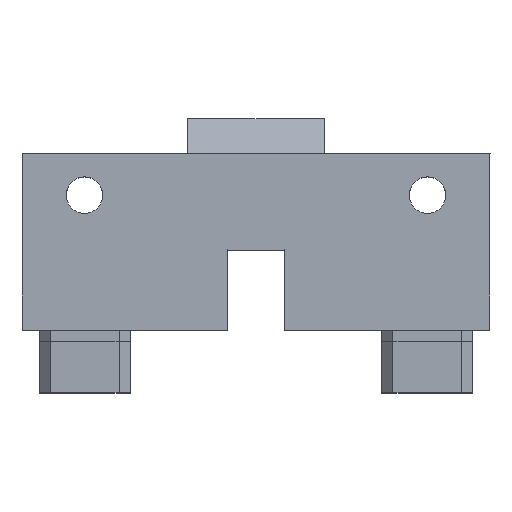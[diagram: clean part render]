
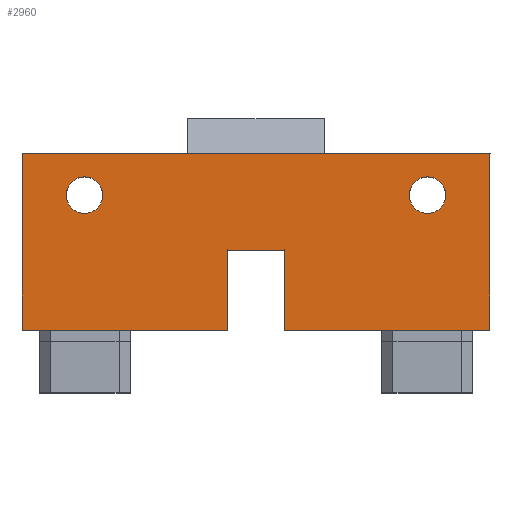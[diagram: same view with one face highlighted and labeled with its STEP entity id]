
A CAD part, top view. The second image highlights one B-rep face of the part: STEP entity #2960.
In plain terms, the highlighted planar face has unit normal (0, 0, 1).
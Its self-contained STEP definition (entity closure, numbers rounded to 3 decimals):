
#55=FACE_BOUND('',#467,.T.);
#56=FACE_BOUND('',#468,.T.);
#145=PLANE('',#3229);
#298=FACE_OUTER_BOUND('',#466,.T.);
#466=EDGE_LOOP('',(#2529,#2530,#2531,#2532,#2533,#2534,#2535,#2536,#2537));
#467=EDGE_LOOP('',(#2538));
#468=EDGE_LOOP('',(#2539));
#732=LINE('',#4786,#1060);
#733=LINE('',#4788,#1061);
#734=LINE('',#4790,#1062);
#735=LINE('',#4792,#1063);
#736=LINE('',#4794,#1064);
#737=LINE('',#4796,#1065);
#738=LINE('',#4798,#1066);
#739=LINE('',#4800,#1067);
#740=LINE('',#4801,#1068);
#1060=VECTOR('',#3863,10.);
#1061=VECTOR('',#3864,10.);
#1062=VECTOR('',#3865,10.);
#1063=VECTOR('',#3866,10.);
#1064=VECTOR('',#3867,10.);
#1065=VECTOR('',#3868,10.);
#1066=VECTOR('',#3869,10.);
#1067=VECTOR('',#3870,10.);
#1068=VECTOR('',#3871,10.);
#1253=CIRCLE('',#3230,1.6);
#1254=CIRCLE('',#3231,1.6);
#1446=VERTEX_POINT('',#4784);
#1447=VERTEX_POINT('',#4785);
#1448=VERTEX_POINT('',#4787);
#1449=VERTEX_POINT('',#4789);
#1450=VERTEX_POINT('',#4791);
#1451=VERTEX_POINT('',#4793);
#1452=VERTEX_POINT('',#4795);
#1453=VERTEX_POINT('',#4797);
#1454=VERTEX_POINT('',#4799);
#1455=VERTEX_POINT('',#4802);
#1456=VERTEX_POINT('',#4804);
#1823=EDGE_CURVE('',#1446,#1447,#732,.T.);
#1824=EDGE_CURVE('',#1447,#1448,#733,.T.);
#1825=EDGE_CURVE('',#1448,#1449,#734,.T.);
#1826=EDGE_CURVE('',#1449,#1450,#735,.T.);
#1827=EDGE_CURVE('',#1450,#1451,#736,.T.);
#1828=EDGE_CURVE('',#1451,#1452,#737,.T.);
#1829=EDGE_CURVE('',#1453,#1452,#738,.T.);
#1830=EDGE_CURVE('',#1454,#1453,#739,.T.);
#1831=EDGE_CURVE('',#1454,#1446,#740,.F.);
#1832=EDGE_CURVE('',#1455,#1455,#1253,.F.);
#1833=EDGE_CURVE('',#1456,#1456,#1254,.F.);
#2529=ORIENTED_EDGE('',*,*,#1823,.T.);
#2530=ORIENTED_EDGE('',*,*,#1824,.T.);
#2531=ORIENTED_EDGE('',*,*,#1825,.T.);
#2532=ORIENTED_EDGE('',*,*,#1826,.T.);
#2533=ORIENTED_EDGE('',*,*,#1827,.T.);
#2534=ORIENTED_EDGE('',*,*,#1828,.T.);
#2535=ORIENTED_EDGE('',*,*,#1829,.F.);
#2536=ORIENTED_EDGE('',*,*,#1830,.F.);
#2537=ORIENTED_EDGE('',*,*,#1831,.T.);
#2538=ORIENTED_EDGE('',*,*,#1832,.T.);
#2539=ORIENTED_EDGE('',*,*,#1833,.T.);
#2960=ADVANCED_FACE('',(#298,#55,#56),#145,.F.);
#3229=AXIS2_PLACEMENT_3D('',#4783,#3861,#3862);
#3230=AXIS2_PLACEMENT_3D('',#4803,#3872,#3873);
#3231=AXIS2_PLACEMENT_3D('',#4805,#3874,#3875);
#3861=DIRECTION('center_axis',(0.,0.,-1.));
#3862=DIRECTION('ref_axis',(-1.,0.,0.));
#3863=DIRECTION('',(1.,0.,0.));
#3864=DIRECTION('',(0.,1.,0.));
#3865=DIRECTION('',(-1.,0.,0.));
#3866=DIRECTION('',(0.,-1.,0.));
#3867=DIRECTION('',(1.,0.,0.));
#3868=DIRECTION('',(1.,0.,0.));
#3869=DIRECTION('',(0.,-1.,0.));
#3870=DIRECTION('',(-1.,0.,0.));
#3871=DIRECTION('',(0.,1.,0.));
#3872=DIRECTION('center_axis',(0.,0.,
1.));
#3873=DIRECTION('ref_axis',(1.,0.,0.));
#3874=DIRECTION('center_axis',(0.,0.,
1.));
#3875=DIRECTION('ref_axis',(1.,0.,0.));
#4783=CARTESIAN_POINT('Origin',(0.323,-8.022,-0.1));
#4784=CARTESIAN_POINT('',(2.823,-12.022,-0.1));
#4785=CARTESIAN_POINT('',(20.823,-12.022,-0.1));
#4786=CARTESIAN_POINT('',(5.823,-12.022,-0.1));
#4787=CARTESIAN_POINT('',(20.823,3.478,-0.1));
#4788=CARTESIAN_POINT('',(20.823,-1.147,-0.1));
#4789=CARTESIAN_POINT('',(-20.177,3.478,-0.1));
#4790=CARTESIAN_POINT('',(-22.177,3.478,-0.1));
#4791=CARTESIAN_POINT('',(-20.177,-12.022,-0.1));
#4792=CARTESIAN_POINT('',(-20.177,-9.147,-0.1));
#4793=CARTESIAN_POINT('',(-18.677,-12.022,-0.1));
#4794=CARTESIAN_POINT('',(-2.177,-12.022,-0.1));
#4795=CARTESIAN_POINT('',(-2.177,-12.022,-0.1));
#4796=CARTESIAN_POINT('',(5.823,-12.022,-0.1));
#4797=CARTESIAN_POINT('',(-2.177,-5.022,-0.1));
#4798=CARTESIAN_POINT('',(-2.177,-5.522,-0.1));
#4799=CARTESIAN_POINT('',(2.823,-5.022,-0.1));
#4800=CARTESIAN_POINT('',(0.698,-5.022,-0.1));
#4801=CARTESIAN_POINT('',(2.823,-8.897,-0.1));
#4802=CARTESIAN_POINT('',(13.748,-0.192,-0.1));
#4803=CARTESIAN_POINT('Origin',(15.348,-0.192,-0.1));
#4804=CARTESIAN_POINT('',(-16.302,-0.192,-0.1));
#4805=CARTESIAN_POINT('Origin',(-14.702,-0.192,-0.1));
